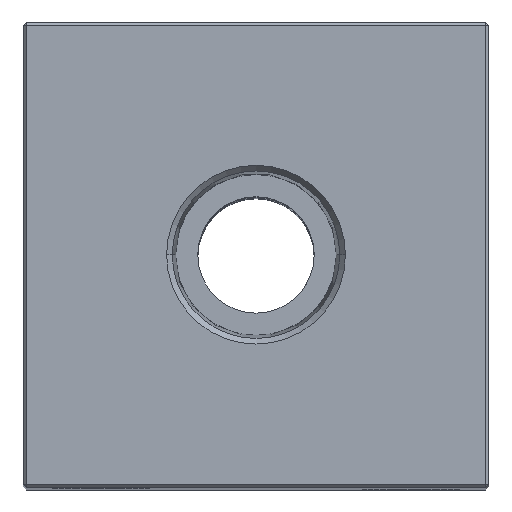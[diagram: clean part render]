
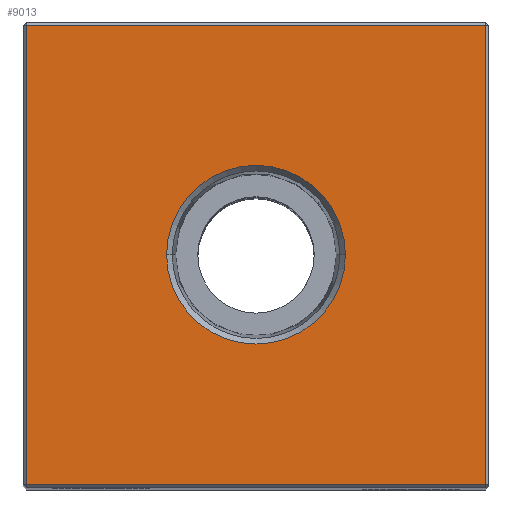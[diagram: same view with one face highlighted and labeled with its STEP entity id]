
A CAD part, top view. The second image highlights one B-rep face of the part: STEP entity #9013.
In plain terms, the highlighted planar face has unit normal (0, 0, 1).
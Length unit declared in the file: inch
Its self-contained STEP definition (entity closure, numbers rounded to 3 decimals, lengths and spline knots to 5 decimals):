
#114 = CARTESIAN_POINT ( 'NONE',  ( 0., 0., 4.75 ) ) ;
#624 = ORIENTED_EDGE ( 'NONE', *, *, #8166, .T. ) ;
#654 = PLANE ( 'NONE',  #6607 ) ;
#2362 = ORIENTED_EDGE ( 'NONE', *, *, #6407, .T. ) ;
#2515 = DIRECTION ( 'NONE',  ( 0., 1., 0. ) ) ;
#2760 = CARTESIAN_POINT ( 'NONE',  ( 0.288, 0., 4.75 ) ) ;
#2874 = CIRCLE ( 'NONE', #6054, 0.288 ) ;
#2925 = VECTOR ( 'NONE', #4007, 39.37008 ) ;
#3821 = DIRECTION ( 'NONE',  ( 0., -1., 0. ) ) ;
#3976 = EDGE_LOOP ( 'NONE', ( #16364, #18368 ) ) ;
#4007 = DIRECTION ( 'NONE',  ( 1., 0., 0. ) ) ;
#4740 = CARTESIAN_POINT ( 'NONE',  ( 0.74, 0., 4.75 ) ) ;
#5385 = LINE ( 'NONE', #5874, #9800 ) ;
#5874 = CARTESIAN_POINT ( 'NONE',  ( 0., 0.74, 4.75 ) ) ;
#6001 = LINE ( 'NONE', #13675, #2925 ) ;
#6054 = AXIS2_PLACEMENT_3D ( 'NONE', #12985, #12488, #20649 ) ;
#6407 = EDGE_CURVE ( 'NONE', #9062, #6655, #23817, .T. ) ;
#6607 = AXIS2_PLACEMENT_3D ( 'NONE', #22111, #21990, #12445 ) ;
#6655 = VERTEX_POINT ( 'NONE', #10494 ) ;
#7487 = VERTEX_POINT ( 'NONE', #2760 ) ;
#7565 = EDGE_CURVE ( 'NONE', #14702, #21371, #17132, .T. ) ;
#7603 = ORIENTED_EDGE ( 'NONE', *, *, #7565, .T. ) ;
#8166 = EDGE_CURVE ( 'NONE', #6655, #14702, #5385, .T. ) ;
#8561 = FACE_OUTER_BOUND ( 'NONE', #13809, .T. ) ;
#8916 = CARTESIAN_POINT ( 'NONE',  ( 0.74, -0.74, 4.75 ) ) ;
#9013 = ADVANCED_FACE ( 'NONE', ( #8561, #14206 ), #654, .F. ) ;
#9062 = VERTEX_POINT ( 'NONE', #8916 ) ;
#9786 = DIRECTION ( 'NONE',  ( 1., 0., 0. ) ) ;
#9800 = VECTOR ( 'NONE', #16949, 39.37008 ) ;
#9842 = CARTESIAN_POINT ( 'NONE',  ( -0.74, 0., 4.75 ) ) ;
#9952 = VECTOR ( 'NONE', #3821, 39.37008 ) ;
#10494 = CARTESIAN_POINT ( 'NONE',  ( 0.74, 0.74, 4.75 ) ) ;
#10498 = AXIS2_PLACEMENT_3D ( 'NONE', #114, #13088, #9786 ) ;
#12445 = DIRECTION ( 'NONE',  ( -1., 0., 0. ) ) ;
#12488 = DIRECTION ( 'NONE',  ( 0., 0., 1. ) ) ;
#12985 = CARTESIAN_POINT ( 'NONE',  ( 0., 0., 4.75 ) ) ;
#13088 = DIRECTION ( 'NONE',  ( 0., 0., 1. ) ) ;
#13675 = CARTESIAN_POINT ( 'NONE',  ( 0., -0.74, 4.75 ) ) ;
#13809 = EDGE_LOOP ( 'NONE', ( #7603, #21349, #2362, #624 ) ) ;
#14206 = FACE_BOUND ( 'NONE', #3976, .T. ) ;
#14336 = VECTOR ( 'NONE', #2515, 39.37008 ) ;
#14702 = VERTEX_POINT ( 'NONE', #18939 ) ;
#15964 = VERTEX_POINT ( 'NONE', #21538 ) ;
#16364 = ORIENTED_EDGE ( 'NONE', *, *, #19796, .F. ) ;
#16949 = DIRECTION ( 'NONE',  ( -1., 0., 0. ) ) ;
#17132 = LINE ( 'NONE', #9842, #9952 ) ;
#18368 = ORIENTED_EDGE ( 'NONE', *, *, #18424, .F. ) ;
#18424 = EDGE_CURVE ( 'NONE', #15964, #7487, #2874, .T. ) ;
#18939 = CARTESIAN_POINT ( 'NONE',  ( -0.74, 0.74, 4.75 ) ) ;
#19796 = EDGE_CURVE ( 'NONE', #7487, #15964, #22918, .T. ) ;
#20649 = DIRECTION ( 'NONE',  ( 1., 0., 0. ) ) ;
#20770 = CARTESIAN_POINT ( 'NONE',  ( -0.74, -0.74, 4.75 ) ) ;
#21349 = ORIENTED_EDGE ( 'NONE', *, *, #22207, .T. ) ;
#21371 = VERTEX_POINT ( 'NONE', #20770 ) ;
#21538 = CARTESIAN_POINT ( 'NONE',  ( -0.288, 0., 4.75 ) ) ;
#21990 = DIRECTION ( 'NONE',  ( 0., 0., -1. ) ) ;
#22111 = CARTESIAN_POINT ( 'NONE',  ( 0., 0., 4.75 ) ) ;
#22207 = EDGE_CURVE ( 'NONE', #21371, #9062, #6001, .T. ) ;
#22918 = CIRCLE ( 'NONE', #10498, 0.288 ) ;
#23817 = LINE ( 'NONE', #4740, #14336 ) ;
